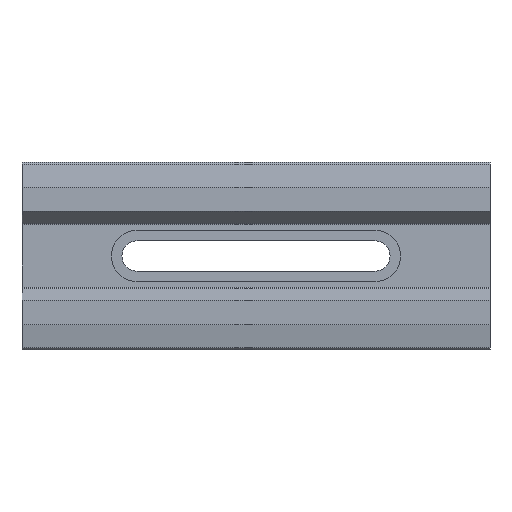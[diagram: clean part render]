
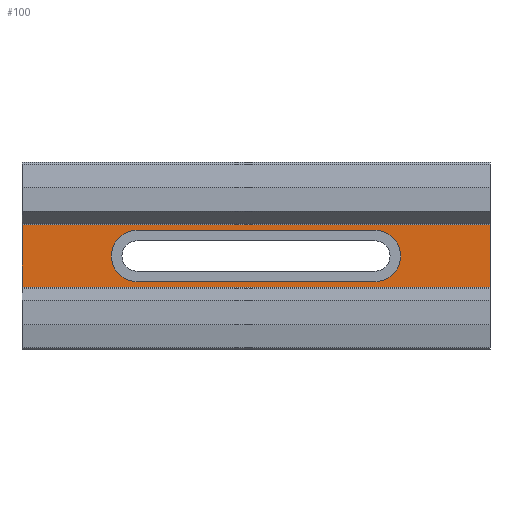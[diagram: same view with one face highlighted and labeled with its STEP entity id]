
A CAD part, top view. The second image highlights one B-rep face of the part: STEP entity #100.
In plain terms, the highlighted planar face has unit normal (0, 0, 1).
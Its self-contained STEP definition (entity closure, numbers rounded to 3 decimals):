
#100=ADVANCED_FACE('', (#110,#120), #130, .T.);
#1540=AXIS2_PLACEMENT_3D('Ax2Pl3d', #1550, #1560, #1570);
#1580=AXIS2_PLACEMENT_3D('Ax2Pl3d', #1590, #1600, #1610);
#1620=AXIS2_PLACEMENT_3D('Ax2Pl3d', #1630, #1640, #1650);
#1550=CARTESIAN_POINT('HicPkt', (63.407,14.615,
38.764));
#4120=CARTESIAN_POINT('', (63.407,1.273,38.764));
#4130=CARTESIAN_POINT('', (63.407,14.615,38.764));
#4140=CARTESIAN_POINT('', (63.407,1.273,38.764));
#4150=CARTESIAN_POINT('', (63.407,14.615,38.764));
#4160=CARTESIAN_POINT('', (-36.593,14.615,38.764));
#4170=CARTESIAN_POINT('', (-36.593,1.273,38.764));
#4180=CARTESIAN_POINT('', (-36.593,1.273,38.764))
;
#4190=CARTESIAN_POINT('', (63.407,1.273,38.764));
#4200=CARTESIAN_POINT('', (38.807,2.444,38.764));
#4210=CARTESIAN_POINT('', (-11.993,2.444,38.764));
#4220=CARTESIAN_POINT('', (38.807,2.444,38.764));
#1590=CARTESIAN_POINT('HicPkt', (-11.993,7.944,
38.764));
#4230=CARTESIAN_POINT('', (-11.993,13.444,38.764));
#4240=CARTESIAN_POINT('', (-11.993,13.444,38.764));
#4250=CARTESIAN_POINT('', (38.807,13.444,38.764));
#1630=CARTESIAN_POINT('HicPkt', (38.807,7.944,
38.764));
#5960=CIRCLE('Circle', #1580, 5.5);
#5970=CIRCLE('Circle', #1620, 5.5);
#1560=DIRECTION('Axis', (0.,0.,1.));
#1570=DIRECTION('RefDirection', (-0.037,-0.999,
0.));
#10270=DIRECTION('', (0.,-1.,0.));
#10280=DIRECTION('', (1.,0.,0.));
#10290=DIRECTION('', (0.,-1.,0.));
#10300=DIRECTION('', (1.,0.,0.));
#10310=DIRECTION('', (1.,0.,0.));
#1600=DIRECTION('Axis', (0.,0.,1.));
#1610=DIRECTION('RefDirection', (0.,-1.,
0.));
#10320=DIRECTION('', (-1.,0.,0.));
#1640=DIRECTION('Axis', (0.,0.,1.));
#1650=DIRECTION('RefDirection', (0.,-1.,
0.));
#11310=EDGE_CURVE('', #11320, #11330, #11340, .T.);
#11350=EDGE_CURVE('', #11360, #11320, #11370, .T.);
#11380=EDGE_CURVE('', #11360, #11390, #11400, .T.);
#11410=EDGE_CURVE('', #11390, #11330, #11420, .T.);
#11430=EDGE_CURVE('', #11440, #11450, #11460, .T.);
#11470=EDGE_CURVE('', #11480, #11440, #5960, .T.);
#11490=EDGE_CURVE('', #11500, #11480, #11510, .T.);
#11520=EDGE_CURVE('', #11450, #11500, #5970, .T.);
#14350=EDGE_LOOP('Edge_loop', (#14360,#14370,#14380,#14390));
#14400=EDGE_LOOP('Edge_loop', (#14410,#14420,#14430,#14440));
#120=FACE_BOUND('', #14400, .T.);
#110=FACE_OUTER_BOUND('Face_outer_bound', #14350, .T.);
#11340=LINE('Line', #4120, #18420);
#11370=LINE('Line', #4150, #18430);
#11400=LINE('Line', #4170, #18440);
#11420=LINE('Line', #4190, #18450);
#11460=LINE('Line', #4200, #18460);
#11510=LINE('Line', #4240, #18470);
#14360=ORIENTED_EDGE('', *, *, #11310, .F.);
#14370=ORIENTED_EDGE('', *, *, #11350, .F.);
#14380=ORIENTED_EDGE('', *, *, #11380, .T.);
#14390=ORIENTED_EDGE('', *, *, #11410, .T.);
#14410=ORIENTED_EDGE('', *, *, #11430, .F.);
#14420=ORIENTED_EDGE('', *, *, #11470, .F.);
#14430=ORIENTED_EDGE('', *, *, #11490, .F.);
#14440=ORIENTED_EDGE('', *, *, #11520, .F.);
#130=PLANE('Plane', #1540);
#18420=VECTOR('', #10270, 13.342);
#18430=VECTOR('', #10280, 100.);
#18440=VECTOR('', #10290, 13.342);
#18450=VECTOR('', #10300, 100.);
#18460=VECTOR('', #10310, 50.8);
#18470=VECTOR('', #10320, 50.8);
#11320=VERTEX_POINT('', #4130);
#11330=VERTEX_POINT('', #4140);
#11360=VERTEX_POINT('', #4160);
#11390=VERTEX_POINT('', #4180);
#11440=VERTEX_POINT('', #4210);
#11450=VERTEX_POINT('', #4220);
#11480=VERTEX_POINT('', #4230);
#11500=VERTEX_POINT('', #4250);
